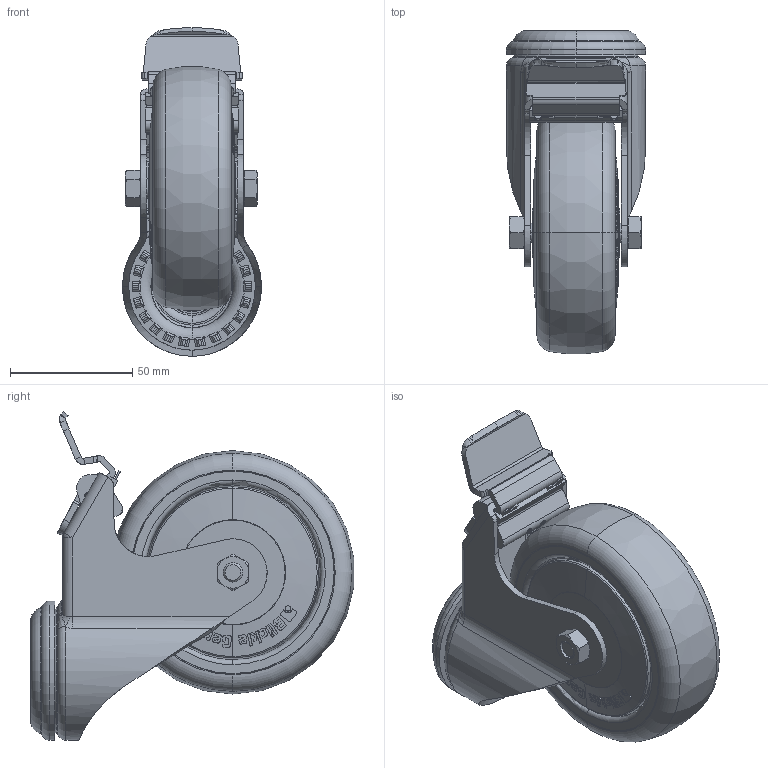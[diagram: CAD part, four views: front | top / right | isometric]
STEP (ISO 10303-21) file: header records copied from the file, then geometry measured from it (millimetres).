
FILE_DESCRIPTION (( 'STEP AP214' ), '1' );
FILE_NAME ('Accessories for aluminium profiles098S100UDN.step', '2016-10-19T13:15:41', ( '' ), ( '' ), 'SwSTEP 2.0', 'SolidWorks 2016', '' );
FILE_SCHEMA (( 'AUTOMOTIVE_DESIGN' ));
Length unit declared in the file: millimetre
Products named in the file (5): PATH_101_8K-FK-744867_214_selction no pls; 4DIN931M08048MS01; 4DIN934M08M; 098SR.u.Tab_098S100D; Accessories for aluminium profiles098S100UDN
Assembly tree (4 placements, depth 2):
  Accessories for aluminium profiles098S100UDN
    098SR.u.Tab_098S100D
    4DIN934M08M
    4DIN931M08048MS01
    PATH_101_8K-FK-744867_214_selction no pls
Bounding box: 57 x 132.49 x 134.57 mm (x, y, z)
Volume: 256916.7 mm3; surface area: 92519.5 mm2
Topology: 4 solids, 7 shells, 2507 faces, 6744 edges, 4371 vertices
Faces by surface type: plane 1099, bspline 710, cylinder 376, cone 166, torus 152, sphere 4
Entity records: 130343 total; most frequent: CARTESIAN_POINT 60422, ORIENTED_EDGE 13472, DIRECTION 8638, EDGE_CURVE 6736, VERTEX_POINT 4369, LINE 3132, VECTOR 3132, AXIS2_PLACEMENT_3D 2753
